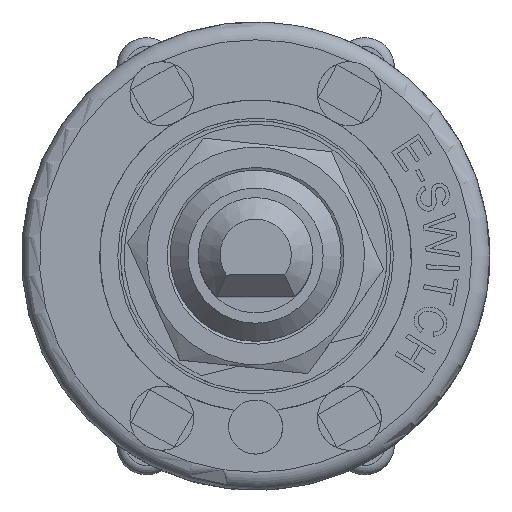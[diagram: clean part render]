
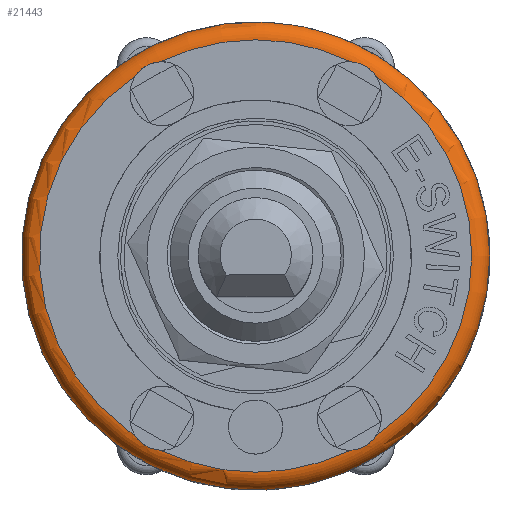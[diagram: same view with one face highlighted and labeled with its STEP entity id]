
A CAD part, top view. The second image highlights one B-rep face of the part: STEP entity #21443.
In plain terms, the highlighted toroidal (fillet/blend) face has major radius 12 mm and minor radius 1 mm.
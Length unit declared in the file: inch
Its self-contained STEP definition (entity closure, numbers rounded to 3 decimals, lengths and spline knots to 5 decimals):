
#20793=CARTESIAN_POINT('',(0.51181,0.0,0.37402));
#20794=VERTEX_POINT('',#20793);
#20795=CARTESIAN_POINT('',(0.0,0.0,0.37402));
#20796=DIRECTION('',(0.0,0.0,1.0));
#20797=DIRECTION('',(-1.0,0.0,0.0));
#20798=AXIS2_PLACEMENT_3D('',#20795,#20796,#20797);
#20799=CIRCLE('',#20798,0.51181);
#20800=EDGE_CURVE('',#20794,#20794,#20799,.T.);
#21043=CARTESIAN_POINT('',(-0.26379,0.39194,0.41339));
#21044=VERTEX_POINT('',#21043);
#21053=CARTESIAN_POINT('',(-0.20753,0.42442,0.41339));
#21054=VERTEX_POINT('',#21053);
#21062=CARTESIAN_POINT('',(-0.26379,0.39194,0.41339));
#21063=CARTESIAN_POINT('',(-0.26063,0.39693,0.41339));
#21064=CARTESIAN_POINT('',(-0.25684,0.40153,0.41318));
#21065=CARTESIAN_POINT('',(-0.25019,0.40776,0.41294));
#21066=CARTESIAN_POINT('',(-0.24774,0.40975,0.41287));
#21067=CARTESIAN_POINT('',(-0.24411,0.41233,0.41281));
#21068=CARTESIAN_POINT('',(-0.24303,0.41306,0.41279));
#21069=CARTESIAN_POINT('',(-0.24115,0.41424,0.41278));
#21070=CARTESIAN_POINT('',(-0.24035,0.41472,0.41278));
#21071=CARTESIAN_POINT('',(-0.23874,0.41565,0.41278));
#21072=CARTESIAN_POINT('',(-0.23791,0.4161,0.41278));
#21073=CARTESIAN_POINT('',(-0.23586,0.41717,0.4128));
#21074=CARTESIAN_POINT('',(-0.23462,0.41777,0.41281));
#21075=CARTESIAN_POINT('',(-0.23029,0.41972,0.41288));
#21076=CARTESIAN_POINT('',(-0.22713,0.42087,0.41296));
#21077=CARTESIAN_POINT('',(-0.2184,0.42336,0.41321));
#21078=CARTESIAN_POINT('',(-0.2129,0.4242,0.41339));
#21079=CARTESIAN_POINT('',(-0.20753,0.42442,0.41339));
#21080=B_SPLINE_CURVE_WITH_KNOTS('',3,(#21062,#21063,#21064,#21065,#21066,#21067,#21068,#21069,#21070,#21071,#21072,#21073,#21074,#21075,#21076,#21077,#21078,#21079),.UNSPECIFIED.,.F.,.U.,(4,2,2,2,2,2,2,2,4),(-0.30321,-0.28459,-0.27477,-0.27072,-0.26786,-0.26495,-0.2607,-0.25033,-0.23279),.UNSPECIFIED.);
#21081=EDGE_CURVE('',#21044,#21054,#21080,.T.);
#21117=CARTESIAN_POINT('',(-0.26379,-0.39194,0.41339));
#21118=VERTEX_POINT('',#21117);
#21128=CARTESIAN_POINT('',(-0.20753,-0.42442,0.41339));
#21129=VERTEX_POINT('',#21128);
#21130=CARTESIAN_POINT('',(-0.20753,-0.42442,0.41339));
#21131=CARTESIAN_POINT('',(-0.21344,-0.42418,0.41339));
#21132=CARTESIAN_POINT('',(-0.21932,-0.42319,0.41318));
#21133=CARTESIAN_POINT('',(-0.22803,-0.42055,0.41294));
#21134=CARTESIAN_POINT('',(-0.23098,-0.41943,0.41287));
#21135=CARTESIAN_POINT('',(-0.23503,-0.41757,0.41281));
#21136=CARTESIAN_POINT('',(-0.2362,-0.417,0.41279));
#21137=CARTESIAN_POINT('',(-0.23817,-0.41596,0.41278));
#21138=CARTESIAN_POINT('',(-0.23898,-0.41551,0.41278));
#21139=CARTESIAN_POINT('',(-0.24059,-0.41458,0.41278));
#21140=CARTESIAN_POINT('',(-0.2414,-0.41409,0.41278));
#21141=CARTESIAN_POINT('',(-0.24335,-0.41285,0.4128));
#21142=CARTESIAN_POINT('',(-0.24449,-0.41207,0.41281));
#21143=CARTESIAN_POINT('',(-0.24834,-0.4093,0.41288));
#21144=CARTESIAN_POINT('',(-0.25092,-0.40713,0.41296));
#21145=CARTESIAN_POINT('',(-0.25744,-0.40082,0.41321));
#21146=CARTESIAN_POINT('',(-0.26092,-0.39648,0.41339));
#21147=CARTESIAN_POINT('',(-0.26379,-0.39194,0.41339));
#21148=B_SPLINE_CURVE_WITH_KNOTS('',3,(#21130,#21131,#21132,#21133,#21134,#21135,#21136,#21137,#21138,#21139,#21140,#21141,#21142,#21143,#21144,#21145,#21146,#21147),.UNSPECIFIED.,.F.,.U.,(4,2,2,2,2,2,2,2,4),(-0.30321,-0.28459,-0.27477,-0.27072,-0.26786,-0.26495,-0.2607,-0.25033,-0.23279),.UNSPECIFIED.);
#21149=EDGE_CURVE('',#21129,#21118,#21148,.T.);
#21217=CARTESIAN_POINT('',(0.20753,-0.42442,0.41339));
#21218=VERTEX_POINT('',#21217);
#21228=CARTESIAN_POINT('',(0.26379,-0.39194,0.41339));
#21229=VERTEX_POINT('',#21228);
#21230=CARTESIAN_POINT('',(0.26379,-0.39194,0.41339));
#21231=CARTESIAN_POINT('',(0.26063,-0.39693,0.41339));
#21232=CARTESIAN_POINT('',(0.25684,-0.40153,0.41318));
#21233=CARTESIAN_POINT('',(0.25019,-0.40776,0.41294));
#21234=CARTESIAN_POINT('',(0.24774,-0.40975,0.41287));
#21235=CARTESIAN_POINT('',(0.24411,-0.41233,0.41281));
#21236=CARTESIAN_POINT('',(0.24303,-0.41306,0.41279));
#21237=CARTESIAN_POINT('',(0.24115,-0.41424,0.41278));
#21238=CARTESIAN_POINT('',(0.24035,-0.41472,0.41278));
#21239=CARTESIAN_POINT('',(0.23874,-0.41565,0.41278));
#21240=CARTESIAN_POINT('',(0.23791,-0.4161,0.41278));
#21241=CARTESIAN_POINT('',(0.23586,-0.41717,0.4128));
#21242=CARTESIAN_POINT('',(0.23462,-0.41777,0.41281));
#21243=CARTESIAN_POINT('',(0.23029,-0.41972,0.41288));
#21244=CARTESIAN_POINT('',(0.22713,-0.42087,0.41296));
#21245=CARTESIAN_POINT('',(0.2184,-0.42336,0.41321));
#21246=CARTESIAN_POINT('',(0.2129,-0.4242,0.41339));
#21247=CARTESIAN_POINT('',(0.20753,-0.42442,0.41339));
#21248=B_SPLINE_CURVE_WITH_KNOTS('',3,(#21230,#21231,#21232,#21233,#21234,#21235,#21236,#21237,#21238,#21239,#21240,#21241,#21242,#21243,#21244,#21245,#21246,#21247),.UNSPECIFIED.,.F.,.U.,(4,2,2,2,2,2,2,2,4),(-0.30321,-0.28459,-0.27477,-0.27072,-0.26786,-0.26495,-0.2607,-0.25033,-0.23279),.UNSPECIFIED.);
#21249=EDGE_CURVE('',#21229,#21218,#21248,.T.);
#21343=CARTESIAN_POINT('',(0.20753,0.42442,0.41339));
#21344=VERTEX_POINT('',#21343);
#21353=CARTESIAN_POINT('',(0.26379,0.39194,0.41339));
#21354=VERTEX_POINT('',#21353);
#21362=CARTESIAN_POINT('',(0.20753,0.42442,0.41339));
#21363=CARTESIAN_POINT('',(0.21344,0.42418,0.41339));
#21364=CARTESIAN_POINT('',(0.21932,0.42319,0.41318));
#21365=CARTESIAN_POINT('',(0.22803,0.42055,0.41294));
#21366=CARTESIAN_POINT('',(0.23098,0.41943,0.41287));
#21367=CARTESIAN_POINT('',(0.23503,0.41757,0.41281));
#21368=CARTESIAN_POINT('',(0.2362,0.417,0.41279));
#21369=CARTESIAN_POINT('',(0.23817,0.41596,0.41278));
#21370=CARTESIAN_POINT('',(0.23898,0.41551,0.41278));
#21371=CARTESIAN_POINT('',(0.24059,0.41458,0.41278));
#21372=CARTESIAN_POINT('',(0.2414,0.41409,0.41278));
#21373=CARTESIAN_POINT('',(0.24335,0.41285,0.4128));
#21374=CARTESIAN_POINT('',(0.24449,0.41207,0.41281));
#21375=CARTESIAN_POINT('',(0.24834,0.4093,0.41288));
#21376=CARTESIAN_POINT('',(0.25092,0.40713,0.41296));
#21377=CARTESIAN_POINT('',(0.25744,0.40082,0.41321));
#21378=CARTESIAN_POINT('',(0.26092,0.39648,0.41339));
#21379=CARTESIAN_POINT('',(0.26379,0.39194,0.41339));
#21380=B_SPLINE_CURVE_WITH_KNOTS('',3,(#21362,#21363,#21364,#21365,#21366,#21367,#21368,#21369,#21370,#21371,#21372,#21373,#21374,#21375,#21376,#21377,#21378,#21379),.UNSPECIFIED.,.F.,.U.,(4,2,2,2,2,2,2,2,4),(-0.30321,-0.28459,-0.27477,-0.27072,-0.26786,-0.26495,-0.2607,-0.25033,-0.23279),.UNSPECIFIED.);
#21381=EDGE_CURVE('',#21344,#21354,#21380,.T.);
#21401=CARTESIAN_POINT('',(0.0,0.0,0.37402));
#21402=DIRECTION('',(0.0,0.0,-1.0));
#21403=DIRECTION('',(-1.0,0.0,0.0));
#21404=AXIS2_PLACEMENT_3D('',#21401,#21402,#21403);
#21405=TOROIDAL_SURFACE('',#21404,0.47244,0.03937);
#21406=ORIENTED_EDGE('',*,*,#20800,.T.);
#21407=EDGE_LOOP('',(#21406));
#21408=FACE_OUTER_BOUND('',#21407,.T.);
#21409=CARTESIAN_POINT('',(0.0,0.0,0.41339));
#21410=DIRECTION('',(0.0,0.0,-1.0));
#21411=DIRECTION('',(-1.0,0.0,0.0));
#21412=AXIS2_PLACEMENT_3D('',#21409,#21410,#21411);
#21413=CIRCLE('',#21412,0.47244);
#21414=EDGE_CURVE('',#21118,#21044,#21413,.T.);
#21415=ORIENTED_EDGE('',*,*,#21414,.T.);
#21416=ORIENTED_EDGE('',*,*,#21081,.T.);
#21417=CARTESIAN_POINT('',(0.0,0.0,0.41339));
#21418=DIRECTION('',(0.0,0.0,-1.0));
#21419=DIRECTION('',(-1.0,0.0,0.0));
#21420=AXIS2_PLACEMENT_3D('',#21417,#21418,#21419);
#21421=CIRCLE('',#21420,0.47244);
#21422=EDGE_CURVE('',#21054,#21344,#21421,.T.);
#21423=ORIENTED_EDGE('',*,*,#21422,.T.);
#21424=ORIENTED_EDGE('',*,*,#21381,.T.);
#21425=CARTESIAN_POINT('',(0.0,0.0,0.41339));
#21426=DIRECTION('',(0.0,0.0,-1.0));
#21427=DIRECTION('',(-1.0,0.0,0.0));
#21428=AXIS2_PLACEMENT_3D('',#21425,#21426,#21427);
#21429=CIRCLE('',#21428,0.47244);
#21430=EDGE_CURVE('',#21354,#21229,#21429,.T.);
#21431=ORIENTED_EDGE('',*,*,#21430,.T.);
#21432=ORIENTED_EDGE('',*,*,#21249,.T.);
#21433=CARTESIAN_POINT('',(0.0,0.0,0.41339));
#21434=DIRECTION('',(0.0,0.0,-1.0));
#21435=DIRECTION('',(-1.0,0.0,0.0));
#21436=AXIS2_PLACEMENT_3D('',#21433,#21434,#21435);
#21437=CIRCLE('',#21436,0.47244);
#21438=EDGE_CURVE('',#21218,#21129,#21437,.T.);
#21439=ORIENTED_EDGE('',*,*,#21438,.T.);
#21440=ORIENTED_EDGE('',*,*,#21149,.T.);
#21441=EDGE_LOOP('',(#21415,#21416,#21423,#21424,#21431,#21432,#21439,#21440));
#21442=FACE_BOUND('',#21441,.T.);
#21443=ADVANCED_FACE('',(#21408,#21442),#21405,.T.);
